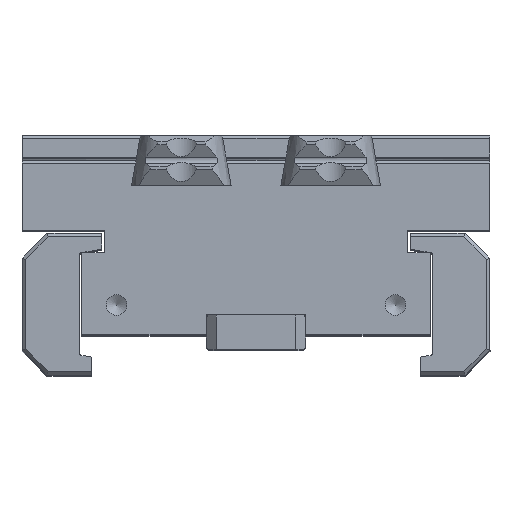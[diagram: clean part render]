
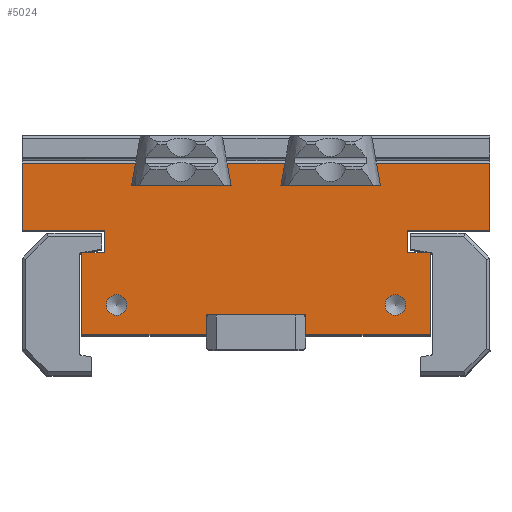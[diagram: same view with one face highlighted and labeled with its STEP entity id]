
A CAD part, top view. The second image highlights one B-rep face of the part: STEP entity #5024.
In plain terms, the highlighted planar face has unit normal (0, 0, 1).
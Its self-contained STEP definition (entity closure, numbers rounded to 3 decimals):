
#744=CARTESIAN_POINT('',(-28.291,-23.391,50.0));
#745=VERTEX_POINT('',#744);
#752=CARTESIAN_POINT('',(-28.291,-27.391,50.0));
#753=VERTEX_POINT('',#752);
#754=CARTESIAN_POINT('',(-28.291,-23.391,50.0));
#755=DIRECTION('',(0.0,-1.0,0.0));
#756=VECTOR('',#755,4.0);
#757=LINE('',#754,#756);
#758=EDGE_CURVE('',#745,#753,#757,.T.);
#774=CARTESIAN_POINT('',(-8.291,-23.391,50.0));
#775=VERTEX_POINT('',#774);
#776=CARTESIAN_POINT('',(-8.291,-23.391,50.0));
#777=DIRECTION('',(-1.0,0.0,0.0));
#778=VECTOR('',#777,20.);
#779=LINE('',#776,#778);
#780=EDGE_CURVE('',#775,#745,#779,.T.);
#2783=CARTESIAN_POINT('',(-13.291,2.609,50.));
#2784=VERTEX_POINT('',#2783);
#2791=CARTESIAN_POINT('',(6.709,2.609,50.));
#2792=VERTEX_POINT('',#2791);
#2793=CARTESIAN_POINT('',(6.709,2.609,50.));
#2794=DIRECTION('',(-1.0,0.0,0.0));
#2795=VECTOR('',#2794,20.);
#2796=LINE('',#2793,#2795);
#2797=EDGE_CURVE('',#2792,#2784,#2796,.T.);
#4577=CARTESIAN_POINT('',(-48.791,-10.891,50.0));
#4578=VERTEX_POINT('',#4577);
#4579=CARTESIAN_POINT('',(-48.791,-6.391,50.0));
#4580=VERTEX_POINT('',#4579);
#4581=CARTESIAN_POINT('',(-48.791,-10.891,50.0));
#4582=DIRECTION('',(0.0,1.0,0.0));
#4583=VECTOR('',#4582,4.5);
#4584=LINE('',#4581,#4583);
#4585=EDGE_CURVE('',#4578,#4580,#4584,.T.);
#4608=CARTESIAN_POINT('',(-53.291,-10.891,50.0));
#4609=VERTEX_POINT('',#4608);
#4610=CARTESIAN_POINT('',(-53.291,-10.891,50.0));
#4611=DIRECTION('',(1.0,0.0,0.0));
#4612=VECTOR('',#4611,4.5);
#4613=LINE('',#4610,#4612);
#4614=EDGE_CURVE('',#4609,#4578,#4613,.T.);
#4644=CARTESIAN_POINT('',(-53.291,-27.391,50.0));
#4645=VERTEX_POINT('',#4644);
#4646=CARTESIAN_POINT('',(-53.291,-27.391,50.0));
#4647=DIRECTION('',(0.0,1.0,0.0));
#4648=VECTOR('',#4647,16.5);
#4649=LINE('',#4646,#4648);
#4650=EDGE_CURVE('',#4645,#4609,#4649,.T.);
#4670=CARTESIAN_POINT('',(-28.291,-27.391,50.0));
#4671=DIRECTION('',(-1.0,0.0,0.0));
#4672=VECTOR('',#4671,25.);
#4673=LINE('',#4670,#4672);
#4674=EDGE_CURVE('',#753,#4645,#4673,.T.);
#4690=CARTESIAN_POINT('',(-8.291,-27.391,50.0));
#4691=VERTEX_POINT('',#4690);
#4698=CARTESIAN_POINT('',(-8.291,-27.391,50.0));
#4699=DIRECTION('',(0.0,1.0,0.0));
#4700=VECTOR('',#4699,4.0);
#4701=LINE('',#4698,#4700);
#4702=EDGE_CURVE('',#4691,#775,#4701,.T.);
#4726=CARTESIAN_POINT('',(16.709,-27.391,50.0));
#4727=VERTEX_POINT('',#4726);
#4728=CARTESIAN_POINT('',(16.709,-27.391,50.0));
#4729=DIRECTION('',(-1.0,0.0,0.0));
#4730=VECTOR('',#4729,25.);
#4731=LINE('',#4728,#4730);
#4732=EDGE_CURVE('',#4727,#4691,#4731,.T.);
#4752=CARTESIAN_POINT('',(16.709,-10.891,50.0));
#4753=VERTEX_POINT('',#4752);
#4754=CARTESIAN_POINT('',(16.709,-10.891,50.0));
#4755=DIRECTION('',(0.0,-1.0,0.0));
#4756=VECTOR('',#4755,16.5);
#4757=LINE('',#4754,#4756);
#4758=EDGE_CURVE('',#4753,#4727,#4757,.T.);
#4788=CARTESIAN_POINT('',(12.209,-10.891,50.0));
#4789=VERTEX_POINT('',#4788);
#4790=CARTESIAN_POINT('',(12.209,-10.891,50.0));
#4791=DIRECTION('',(1.0,0.0,0.0));
#4792=VECTOR('',#4791,4.5);
#4793=LINE('',#4790,#4792);
#4794=EDGE_CURVE('',#4789,#4753,#4793,.T.);
#4814=CARTESIAN_POINT('',(12.209,-6.391,50.0));
#4815=VERTEX_POINT('',#4814);
#4816=CARTESIAN_POINT('',(12.209,-6.391,50.0));
#4817=DIRECTION('',(0.0,-1.0,0.0));
#4818=VECTOR('',#4817,4.5);
#4819=LINE('',#4816,#4818);
#4820=EDGE_CURVE('',#4815,#4789,#4819,.T.);
#4838=CARTESIAN_POINT('',(11.776,-21.391,50.0));
#4839=VERTEX_POINT('',#4838);
#4840=CARTESIAN_POINT('',(9.709,-21.391,50.0));
#4841=DIRECTION('',(0.0,0.0,-1.0));
#4842=DIRECTION('',(1.0,0.0,0.0));
#4843=AXIS2_PLACEMENT_3D('',#4840,#4841,#4842);
#4844=CIRCLE('',#4843,2.067);
#4845=EDGE_CURVE('',#4839,#4839,#4844,.T.);
#4875=CARTESIAN_POINT('',(-44.224,-21.391,50.0));
#4876=VERTEX_POINT('',#4875);
#4877=CARTESIAN_POINT('',(-46.291,-21.391,50.0));
#4878=DIRECTION('',(0.0,0.0,-1.0));
#4879=DIRECTION('',(1.0,0.0,0.0));
#4880=AXIS2_PLACEMENT_3D('',#4877,#4878,#4879);
#4881=CIRCLE('',#4880,2.067);
#4882=EDGE_CURVE('',#4876,#4876,#4881,.T.);
#4907=CARTESIAN_POINT('',(-41.05,-1.695,50.0));
#4908=DIRECTION('',(0.0,0.0,1.0));
#4909=DIRECTION('',(1.0,0.0,0.0));
#4910=AXIS2_PLACEMENT_3D('',#4907,#4908,#4909);
#4911=PLANE('',#4910);
#4912=ORIENTED_EDGE('',*,*,#4585,.F.);
#4913=ORIENTED_EDGE('',*,*,#4614,.F.);
#4914=ORIENTED_EDGE('',*,*,#4650,.F.);
#4915=ORIENTED_EDGE('',*,*,#4674,.F.);
#4916=ORIENTED_EDGE('',*,*,#758,.F.);
#4917=ORIENTED_EDGE('',*,*,#780,.F.);
#4918=ORIENTED_EDGE('',*,*,#4702,.F.);
#4919=ORIENTED_EDGE('',*,*,#4732,.F.);
#4920=ORIENTED_EDGE('',*,*,#4758,.F.);
#4921=ORIENTED_EDGE('',*,*,#4794,.F.);
#4922=ORIENTED_EDGE('',*,*,#4820,.F.);
#4923=CARTESIAN_POINT('',(28.709,-6.391,50.));
#4924=VERTEX_POINT('',#4923);
#4925=CARTESIAN_POINT('',(12.209,-6.391,50.));
#4926=DIRECTION('',(1.0,0.0,0.0));
#4927=VECTOR('',#4926,16.5);
#4928=LINE('',#4925,#4927);
#4929=EDGE_CURVE('',#4815,#4924,#4928,.T.);
#4930=ORIENTED_EDGE('',*,*,#4929,.T.);
#4931=CARTESIAN_POINT('',(28.709,7.109,50.));
#4932=VERTEX_POINT('',#4931);
#4933=CARTESIAN_POINT('',(28.709,-6.391,50.));
#4934=DIRECTION('',(0.0,1.0,0.0));
#4935=VECTOR('',#4934,13.5);
#4936=LINE('',#4933,#4935);
#4937=EDGE_CURVE('',#4924,#4932,#4936,.T.);
#4938=ORIENTED_EDGE('',*,*,#4937,.T.);
#4939=CARTESIAN_POINT('',(5.915,7.109,50.));
#4940=VERTEX_POINT('',#4939);
#4941=CARTESIAN_POINT('',(28.709,7.109,50.));
#4942=DIRECTION('',(-1.0,0.0,0.0));
#4943=VECTOR('',#4942,22.793);
#4944=LINE('',#4941,#4943);
#4945=EDGE_CURVE('',#4932,#4940,#4944,.T.);
#4946=ORIENTED_EDGE('',*,*,#4945,.T.);
#4947=CARTESIAN_POINT('',(5.915,7.109,50.));
#4948=DIRECTION('',(0.174,-0.985,0.0));
#4949=VECTOR('',#4948,4.569);
#4950=LINE('',#4947,#4949);
#4951=EDGE_CURVE('',#4940,#2792,#4950,.T.);
#4952=ORIENTED_EDGE('',*,*,#4951,.T.);
#4953=ORIENTED_EDGE('',*,*,#2797,.T.);
#4954=CARTESIAN_POINT('',(-12.498,7.109,50.));
#4955=VERTEX_POINT('',#4954);
#4956=CARTESIAN_POINT('',(-13.291,2.609,50.));
#4957=DIRECTION('',(0.174,0.985,0.0));
#4958=VECTOR('',#4957,4.569);
#4959=LINE('',#4956,#4958);
#4960=EDGE_CURVE('',#2784,#4955,#4959,.T.);
#4961=ORIENTED_EDGE('',*,*,#4960,.T.);
#4962=CARTESIAN_POINT('',(-24.085,7.109,50.));
#4963=VERTEX_POINT('',#4962);
#4964=CARTESIAN_POINT('',(-12.498,7.109,50.));
#4965=DIRECTION('',(-1.0,0.0,0.0));
#4966=VECTOR('',#4965,11.587);
#4967=LINE('',#4964,#4966);
#4968=EDGE_CURVE('',#4955,#4963,#4967,.T.);
#4969=ORIENTED_EDGE('',*,*,#4968,.T.);
#4970=CARTESIAN_POINT('',(-23.291,2.609,50.));
#4971=VERTEX_POINT('',#4970);
#4972=CARTESIAN_POINT('',(-24.085,7.109,50.));
#4973=DIRECTION('',(0.174,-0.985,0.0));
#4974=VECTOR('',#4973,4.569);
#4975=LINE('',#4972,#4974);
#4976=EDGE_CURVE('',#4963,#4971,#4975,.T.);
#4977=ORIENTED_EDGE('',*,*,#4976,.T.);
#4978=CARTESIAN_POINT('',(-43.291,2.609,50.));
#4979=VERTEX_POINT('',#4978);
#4980=CARTESIAN_POINT('',(-23.291,2.609,50.));
#4981=DIRECTION('',(-1.0,0.0,0.0));
#4982=VECTOR('',#4981,20.0);
#4983=LINE('',#4980,#4982);
#4984=EDGE_CURVE('',#4971,#4979,#4983,.T.);
#4985=ORIENTED_EDGE('',*,*,#4984,.T.);
#4986=CARTESIAN_POINT('',(-42.498,7.109,50.));
#4987=VERTEX_POINT('',#4986);
#4988=CARTESIAN_POINT('',(-43.291,2.609,50.));
#4989=DIRECTION('',(0.174,0.985,0.0));
#4990=VECTOR('',#4989,4.569);
#4991=LINE('',#4988,#4990);
#4992=EDGE_CURVE('',#4979,#4987,#4991,.T.);
#4993=ORIENTED_EDGE('',*,*,#4992,.T.);
#4994=CARTESIAN_POINT('',(-65.291,7.109,50.));
#4995=VERTEX_POINT('',#4994);
#4996=CARTESIAN_POINT('',(-42.498,7.109,50.));
#4997=DIRECTION('',(-1.0,0.0,0.0));
#4998=VECTOR('',#4997,22.793);
#4999=LINE('',#4996,#4998);
#5000=EDGE_CURVE('',#4987,#4995,#4999,.T.);
#5001=ORIENTED_EDGE('',*,*,#5000,.T.);
#5002=CARTESIAN_POINT('',(-65.291,-6.391,50.));
#5003=VERTEX_POINT('',#5002);
#5004=CARTESIAN_POINT('',(-65.291,7.109,50.));
#5005=DIRECTION('',(0.0,-1.0,0.0));
#5006=VECTOR('',#5005,13.5);
#5007=LINE('',#5004,#5006);
#5008=EDGE_CURVE('',#4995,#5003,#5007,.T.);
#5009=ORIENTED_EDGE('',*,*,#5008,.T.);
#5010=CARTESIAN_POINT('',(-65.291,-6.391,50.));
#5011=DIRECTION('',(1.0,0.0,0.0));
#5012=VECTOR('',#5011,16.5);
#5013=LINE('',#5010,#5012);
#5014=EDGE_CURVE('',#5003,#4580,#5013,.T.);
#5015=ORIENTED_EDGE('',*,*,#5014,.T.);
#5016=EDGE_LOOP('',(#4912,#4913,#4914,#4915,#4916,#4917,#4918,#4919,#4920,#4921,#4922,#4930,#4938,#4946,#4952,#4953,#4961,#4969,#4977,#4985,#4993,#5001,#5009,#5015));
#5017=FACE_OUTER_BOUND('',#5016,.T.);
#5018=ORIENTED_EDGE('',*,*,#4845,.T.);
#5019=EDGE_LOOP('',(#5018));
#5020=FACE_BOUND('',#5019,.T.);
#5021=ORIENTED_EDGE('',*,*,#4882,.T.);
#5022=EDGE_LOOP('',(#5021));
#5023=FACE_BOUND('',#5022,.T.);
#5024=ADVANCED_FACE('',(#5017,#5020,#5023),#4911,.T.);
